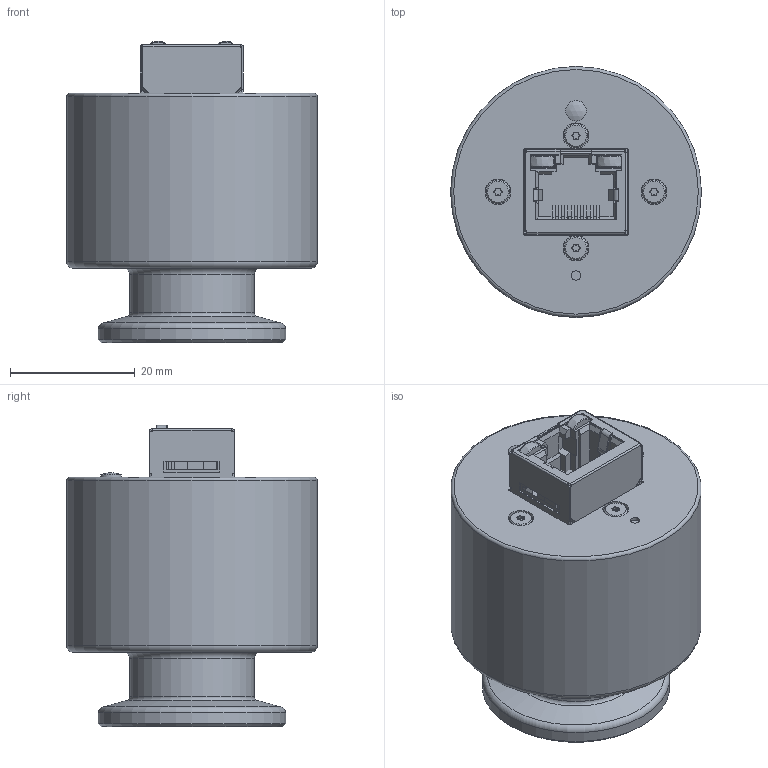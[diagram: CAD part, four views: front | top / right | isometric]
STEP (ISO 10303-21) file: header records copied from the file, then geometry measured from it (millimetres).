
FILE_DESCRIPTION(/* description */ (''),/* implementation_level */ '2;1');
FILE_NAME(/* name */ 'PPG5x0 DN16KF-FCC1.stp',/* time_stamp */ '2023-08-29T09:50:24+02:00',/* author */ ('davi016'),/* organization */ (''),/* preprocessor_version */ 'ST-DEVELOPER v18.1',/* originating_system */ 'Autodesk Inventor 2021',/* authorisation */ '');
FILE_SCHEMA (('AUTOMOTIVE_DESIGN { 1 0 10303 214 3 1 1 }'));
Length unit declared in the file: millimetre
Products named in the file (3): PPG5x0 DN16KF-FCC1; ASSY-M-TRD-PP-8P8C-SLD-REV1 (SOLID)_Component128 v1; Bauteil6
Assembly tree (2 placements, depth 2):
  PPG5x0 DN16KF-FCC1
    ASSY-M-TRD-PP-8P8C-SLD-REV1 (SOLID)_Component128 v1
    Bauteil6
Bounding box: 40.2 x 40.2 x 48.37 mm (x, y, z)
Volume: 37548.9 mm3; surface area: 11780.3 mm2
Topology: 1 solids, 3 shells, 750 faces, 2226 edges, 1418 vertices
Faces by surface type: plane 481, cylinder 219, sphere 20, torus 12, bspline 10, cone 8
Full cylindrical faces by diameter (mm): 1.5 x1, 3.302 x1, 3.5 x2, 3.8 x4, 4.1 x4, 6 x1, 16 x3, 16.8 x2, 17.2 x1, 20 x1, 30 x1, 37.6 x1, 40.2 x1
Entity records: 26345 total; most frequent: CARTESIAN_POINT 5438, ORIENTED_EDGE 4197, DIRECTION 4176, EDGE_CURVE 2207, LINE 1672, VECTOR 1672, VERTEX_POINT 1418, AXIS2_PLACEMENT_3D 1252
